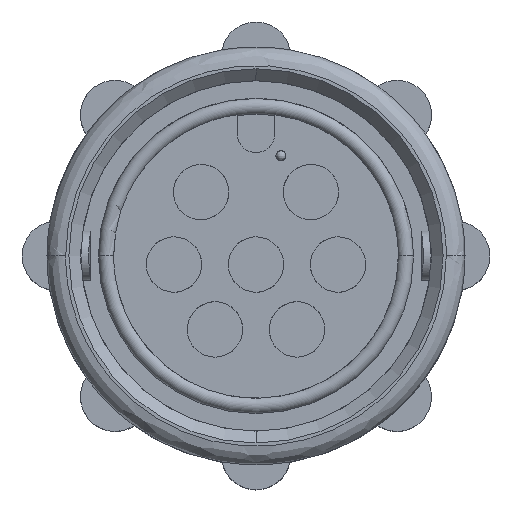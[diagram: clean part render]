
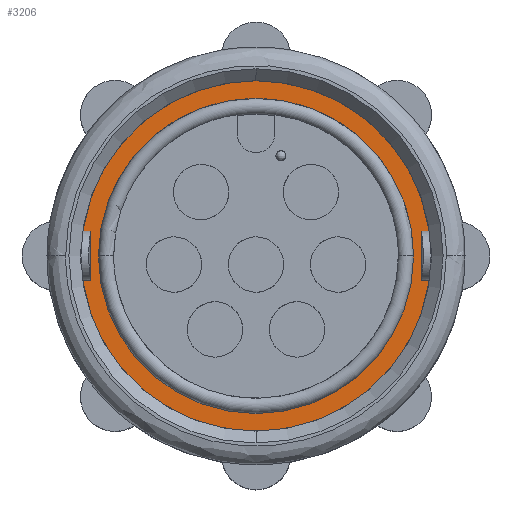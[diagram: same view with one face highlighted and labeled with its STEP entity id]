
A CAD part, top view. The second image highlights one B-rep face of the part: STEP entity #3206.
In plain terms, the highlighted planar face has unit normal (0, 0, 1).
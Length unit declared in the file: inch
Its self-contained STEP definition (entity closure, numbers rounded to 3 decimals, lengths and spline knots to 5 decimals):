
#8 = DIRECTION ( 'NONE',  ( -1., 0., 0. ) ) ;
#37 = DIRECTION ( 'NONE',  ( 0., 0., -1. ) ) ;
#38 = DIRECTION ( 'NONE',  ( -1., 0., 0. ) ) ;
#58 = DIRECTION ( 'NONE',  ( 1., 0., 0. ) ) ;
#98 = CARTESIAN_POINT ( 'NONE',  ( 0.41532, 0.0625, -0.28 ) ) ;
#287 = LINE ( 'NONE', #98, #1739 ) ;
#406 = CARTESIAN_POINT ( 'NONE',  ( 0., 0.3575, -0.28 ) ) ;
#750 = PLANE ( 'NONE',  #9020 ) ;
#1374 = AXIS2_PLACEMENT_3D ( 'NONE', #6125, #6126, #6127 ) ;
#1506 = AXIS2_PLACEMENT_3D ( 'NONE', #4279, #4280, #4281 ) ;
#1507 = AXIS2_PLACEMENT_3D ( 'NONE', #4115, #4119, #4120 ) ;
#1543 = AXIS2_PLACEMENT_3D ( 'NONE', #6069, #6070, #6071 ) ;
#1645 = VECTOR ( 'NONE', #8, 39.37008 ) ;
#1719 = AXIS2_PLACEMENT_3D ( 'NONE', #8781, #8763, #8836 ) ;
#1739 = VECTOR ( 'NONE', #58, 39.37008 ) ;
#1745 = AXIS2_PLACEMENT_3D ( 'NONE', #8840, #8984, #8971 ) ;
#1755 = VECTOR ( 'NONE', #6949, 39.37008 ) ;
#1764 = AXIS2_PLACEMENT_3D ( 'NONE', #5665, #5666, #5667 ) ;
#1768 = CARTESIAN_POINT ( 'NONE',  ( -0.43554, 0.0625, -0.28 ) ) ;
#1918 = VECTOR ( 'NONE', #4674, 39.37008 ) ;
#2103 = VERTEX_POINT ( 'NONE', #6529 ) ;
#2175 = ORIENTED_EDGE ( 'NONE', *, *, #7367, .F. ) ;
#2192 = ORIENTED_EDGE ( 'NONE', *, *, #7445, .T. ) ;
#2418 = ORIENTED_EDGE ( 'NONE', *, *, #3259, .T. ) ;
#2423 = ORIENTED_EDGE ( 'NONE', *, *, #7539, .T. ) ;
#3206 = ADVANCED_FACE ( 'NONE', ( #8549, #9010 ), #750, .F. ) ;
#3259 = EDGE_CURVE ( 'NONE', #3838, #3880, #287, .T. ) ;
#3283 = EDGE_CURVE ( 'NONE', #4092, #3741, #6455, .T. ) ;
#3375 = EDGE_CURVE ( 'NONE', #3710, #3792, #6952, .T. ) ;
#3710 = VERTEX_POINT ( 'NONE', #8104 ) ;
#3719 = VERTEX_POINT ( 'NONE', #8096 ) ;
#3741 = VERTEX_POINT ( 'NONE', #8073 ) ;
#3792 = VERTEX_POINT ( 'NONE', #8035 ) ;
#3825 = EDGE_LOOP ( 'NONE', ( #9498, #9509, #9486, #9525, #2423, #2418, #9457, #2192, #9544 ) ) ;
#3838 = VERTEX_POINT ( 'NONE', #8012 ) ;
#3880 = VERTEX_POINT ( 'NONE', #7986 ) ;
#4041 = VERTEX_POINT ( 'NONE', #8535 ) ;
#4073 = EDGE_LOOP ( 'NONE', ( #2175, #9487 ) ) ;
#4092 = VERTEX_POINT ( 'NONE', #9321 ) ;
#4115 = CARTESIAN_POINT ( 'NONE',  ( 0., 0., -0.28 ) ) ;
#4119 = DIRECTION ( 'NONE',  ( 0., 0., 1. ) ) ;
#4120 = DIRECTION ( 'NONE',  ( 0., -1., 0. ) ) ;
#4279 = CARTESIAN_POINT ( 'NONE',  ( 0., 0., -0.28 ) ) ;
#4280 = DIRECTION ( 'NONE',  ( 0., 0., 1. ) ) ;
#4281 = DIRECTION ( 'NONE',  ( 0., -1., 0. ) ) ;
#4672 = LINE ( 'NONE', #4673, #1918 ) ;
#4673 = CARTESIAN_POINT ( 'NONE',  ( -0.43554, 0.0625, -0.28 ) ) ;
#4674 = DIRECTION ( 'NONE',  ( 1., 0., 0. ) ) ;
#5665 = CARTESIAN_POINT ( 'NONE',  ( 0., 0., -0.28 ) ) ;
#5666 = DIRECTION ( 'NONE',  ( 0., 0., 1. ) ) ;
#5667 = DIRECTION ( 'NONE',  ( -1., 0., 0. ) ) ;
#6069 = CARTESIAN_POINT ( 'NONE',  ( 0., 0., -0.28 ) ) ;
#6070 = DIRECTION ( 'NONE',  ( 0., 0., 1. ) ) ;
#6071 = DIRECTION ( 'NONE',  ( 1., 0., 0. ) ) ;
#6125 = CARTESIAN_POINT ( 'NONE',  ( 0., 0., -0.28 ) ) ;
#6126 = DIRECTION ( 'NONE',  ( 0., 0., 1. ) ) ;
#6127 = DIRECTION ( 'NONE',  ( 1., 0., 0. ) ) ;
#6455 = LINE ( 'NONE', #9690, #1645 ) ;
#6529 = CARTESIAN_POINT ( 'NONE',  ( -0.39582, 0., -0.28 ) ) ;
#6949 = DIRECTION ( 'NONE',  ( -1., 0., 0. ) ) ;
#6950 = CARTESIAN_POINT ( 'NONE',  ( 0.43554, -0.0625, -0.28 ) ) ;
#6952 = LINE ( 'NONE', #6950, #1755 ) ;
#7007 = VERTEX_POINT ( 'NONE', #9304 ) ;
#7026 = VERTEX_POINT ( 'NONE', #1768 ) ;
#7129 = CIRCLE ( 'NONE', #1506, 0.4259 ) ;
#7216 = EDGE_CURVE ( 'NONE', #3880, #3719, #7617, .T. ) ;
#7217 = EDGE_CURVE ( 'NONE', #2103, #4041, #7504, .T. ) ;
#7367 = EDGE_CURVE ( 'NONE', #4041, #2103, #7444, .T. ) ;
#7444 = CIRCLE ( 'NONE', #1764, 0.39582 ) ;
#7445 = EDGE_CURVE ( 'NONE', #3719, #7026, #7476, .T. ) ;
#7462 = EDGE_CURVE ( 'NONE', #3741, #3710, #7760, .T. ) ;
#7476 = CIRCLE ( 'NONE', #1543, 0.44 ) ;
#7504 = CIRCLE ( 'NONE', #1719, 0.39582 ) ;
#7506 = CIRCLE ( 'NONE', #1507, 0.4259 ) ;
#7539 = EDGE_CURVE ( 'NONE', #3792, #3838, #7506, .T. ) ;
#7578 = EDGE_CURVE ( 'NONE', #7007, #4092, #7129, .T. ) ;
#7617 = CIRCLE ( 'NONE', #1745, 0.44 ) ;
#7655 = EDGE_CURVE ( 'NONE', #7026, #7007, #4672, .T. ) ;
#7760 = CIRCLE ( 'NONE', #1374, 0.44 ) ;
#7986 = CARTESIAN_POINT ( 'NONE',  ( 0.43554, 0.0625, -0.28 ) ) ;
#8012 = CARTESIAN_POINT ( 'NONE',  ( 0.42129, 0.0625, -0.28 ) ) ;
#8035 = CARTESIAN_POINT ( 'NONE',  ( 0.42129, -0.0625, -0.28 ) ) ;
#8073 = CARTESIAN_POINT ( 'NONE',  ( -0.43554, -0.0625, -0.28 ) ) ;
#8096 = CARTESIAN_POINT ( 'NONE',  ( 0., 0.44, -0.28 ) ) ;
#8104 = CARTESIAN_POINT ( 'NONE',  ( 0.43554, -0.0625, -0.28 ) ) ;
#8535 = CARTESIAN_POINT ( 'NONE',  ( 0.39582, 0., -0.28 ) ) ;
#8549 = FACE_OUTER_BOUND ( 'NONE', #3825, .T. ) ;
#8763 = DIRECTION ( 'NONE',  ( 0., 0., 1. ) ) ;
#8781 = CARTESIAN_POINT ( 'NONE',  ( 0., 0., -0.28 ) ) ;
#8836 = DIRECTION ( 'NONE',  ( -1., 0., 0. ) ) ;
#8840 = CARTESIAN_POINT ( 'NONE',  ( 0., 0., -0.28 ) ) ;
#8971 = DIRECTION ( 'NONE',  ( 1., 0., 0. ) ) ;
#8984 = DIRECTION ( 'NONE',  ( 0., 0., 1. ) ) ;
#9010 = FACE_BOUND ( 'NONE', #4073, .T. ) ;
#9020 = AXIS2_PLACEMENT_3D ( 'NONE', #406, #37, #38 ) ;
#9304 = CARTESIAN_POINT ( 'NONE',  ( -0.42129, 0.0625, -0.28 ) ) ;
#9321 = CARTESIAN_POINT ( 'NONE',  ( -0.42129, -0.0625, -0.28 ) ) ;
#9457 = ORIENTED_EDGE ( 'NONE', *, *, #7216, .T. ) ;
#9486 = ORIENTED_EDGE ( 'NONE', *, *, #7462, .T. ) ;
#9487 = ORIENTED_EDGE ( 'NONE', *, *, #7217, .F. ) ;
#9498 = ORIENTED_EDGE ( 'NONE', *, *, #7578, .T. ) ;
#9509 = ORIENTED_EDGE ( 'NONE', *, *, #3283, .T. ) ;
#9525 = ORIENTED_EDGE ( 'NONE', *, *, #3375, .T. ) ;
#9544 = ORIENTED_EDGE ( 'NONE', *, *, #7655, .T. ) ;
#9690 = CARTESIAN_POINT ( 'NONE',  ( -0.41532, -0.0625, -0.28 ) ) ;
